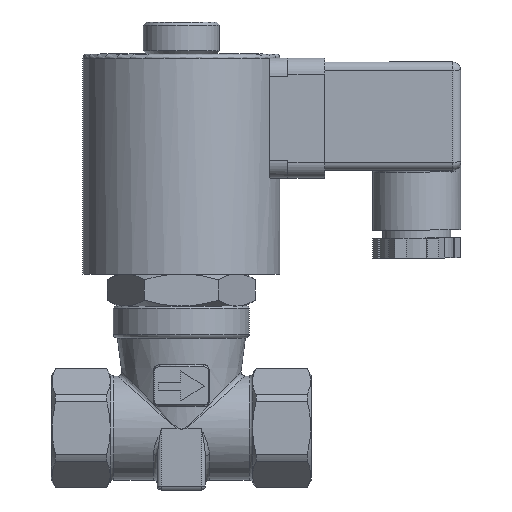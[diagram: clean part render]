
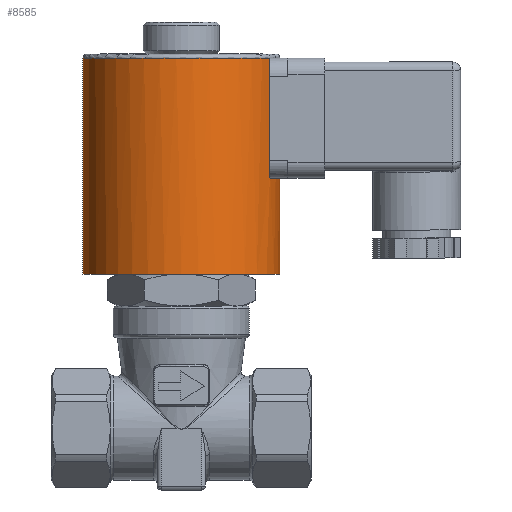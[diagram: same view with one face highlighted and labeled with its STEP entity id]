
A CAD part, left-side view. The second image highlights one B-rep face of the part: STEP entity #8585.
In plain terms, the highlighted cylindrical face has radius 24.6 mm (diameter 49.2 mm), a full revolution.
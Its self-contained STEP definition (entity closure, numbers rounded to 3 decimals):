
#191=B_SPLINE_CURVE_WITH_KNOTS('',3,(#13617,#13618,#13619,#13620),
 .UNSPECIFIED.,.F.,.F.,(4,4),(0.702,0.735),
 .UNSPECIFIED.);
#195=B_SPLINE_CURVE_WITH_KNOTS('',3,(#13663,#13664,#13665,#13666),
 .UNSPECIFIED.,.F.,.F.,(4,4),(0.702,0.735),
 .UNSPECIFIED.);
#201=B_SPLINE_CURVE_WITH_KNOTS('',3,(#13786,#13787,#13788,#13789),
 .UNSPECIFIED.,.F.,.F.,(4,4),(2.139,2.172),
 .UNSPECIFIED.);
#202=B_SPLINE_CURVE_WITH_KNOTS('',3,(#13802,#13803,#13804,#13805),
 .UNSPECIFIED.,.F.,.F.,(4,4),(2.139,2.172),
 .UNSPECIFIED.);
#705=LINE('',#13626,#1279);
#715=LINE('',#13799,#1289);
#1279=VECTOR('',#10990,29.979);
#1289=VECTOR('',#11042,29.979);
#1674=FACE_OUTER_BOUND('',#2562,.T.);
#2006=CYLINDRICAL_SURFACE('',#9288,24.6);
#2143=FACE_BOUND('',#2563,.T.);
#2562=EDGE_LOOP('',(#6504,#6505,#6506,#6507,#6508,#6509,#6510,#6511));
#2563=EDGE_LOOP('',(#6512));
#3116=CIRCLE('',#9261,24.6);
#3125=CIRCLE('',#9289,24.6);
#3126=CIRCLE('',#9290,24.6);
#3744=VERTEX_POINT('',#13610);
#3745=VERTEX_POINT('',#13611);
#3746=VERTEX_POINT('',#13616);
#3748=VERTEX_POINT('',#13625);
#3753=VERTEX_POINT('',#13662);
#3754=VERTEX_POINT('',#13670);
#3762=VERTEX_POINT('',#13785);
#3765=VERTEX_POINT('',#13798);
#3766=VERTEX_POINT('',#13808);
#4714=EDGE_CURVE('',#3744,#3745,#3116,.T.);
#4717=EDGE_CURVE('',#3746,#3744,#191,.T.);
#4720=EDGE_CURVE('',#3748,#3746,#705,.T.);
#4727=EDGE_CURVE('',#3753,#3748,#195,.T.);
#4741=EDGE_CURVE('',#3762,#3754,#201,.T.);
#4746=EDGE_CURVE('',#3765,#3762,#715,.T.);
#4748=EDGE_CURVE('',#3745,#3765,#202,.T.);
#4749=EDGE_CURVE('',#3754,#3753,#3125,.T.);
#4750=EDGE_CURVE('',#3766,#3766,#3126,.T.);
#6504=ORIENTED_EDGE('',*,*,#4727,.T.);
#6505=ORIENTED_EDGE('',*,*,#4720,.T.);
#6506=ORIENTED_EDGE('',*,*,#4717,.T.);
#6507=ORIENTED_EDGE('',*,*,#4714,.T.);
#6508=ORIENTED_EDGE('',*,*,#4748,.T.);
#6509=ORIENTED_EDGE('',*,*,#4746,.T.);
#6510=ORIENTED_EDGE('',*,*,#4741,.T.);
#6511=ORIENTED_EDGE('',*,*,#4749,.T.);
#6512=ORIENTED_EDGE('',*,*,#4750,.F.);
#8585=ADVANCED_FACE('',(#1674,#2143),#2006,.T.);
#9261=AXIS2_PLACEMENT_3D('',#13612,#10979,#10980);
#9288=AXIS2_PLACEMENT_3D('',#13806,#11047,#11048);
#9289=AXIS2_PLACEMENT_3D('',#13807,#11049,#11050);
#9290=AXIS2_PLACEMENT_3D('',#13809,#11051,#11052);
#10979=DIRECTION('center_axis',(0.,0.,
-1.));
#10980=DIRECTION('ref_axis',(0.,1.,0.));
#10990=DIRECTION('',(0.,0.,-1.));
#11042=DIRECTION('',(0.,0.,1.));
#11047=DIRECTION('center_axis',(0.,0.,
-1.));
#11048=DIRECTION('ref_axis',(0.,1.,0.));
#11049=DIRECTION('center_axis',(0.,0.,
-1.));
#11050=DIRECTION('ref_axis',(0.,1.,0.));
#11051=DIRECTION('center_axis',(0.,0.,
-1.));
#11052=DIRECTION('ref_axis',(0.,1.,0.));
#13610=CARTESIAN_POINT('',(10.5,-22.247,55.));
#13611=CARTESIAN_POINT('',(-10.5,-22.247,55.));
#13612=CARTESIAN_POINT('Origin',(0.,0.,
55.));
#13616=CARTESIAN_POINT('',(10.805,-22.1,55.01));
#13617=CARTESIAN_POINT('Ctrl Pts',(10.805,-22.1,55.01));
#13618=CARTESIAN_POINT('Ctrl Pts',(10.703,-22.15,55.003));
#13619=CARTESIAN_POINT('Ctrl Pts',(10.601,-22.199,55.));
#13620=CARTESIAN_POINT('Ctrl Pts',(10.5,-22.247,55.));
#13625=CARTESIAN_POINT('',(10.805,-22.1,84.99));
#13626=CARTESIAN_POINT('',(10.805,-22.1,58.));
#13662=CARTESIAN_POINT('',(10.5,-22.247,85.));
#13663=CARTESIAN_POINT('Ctrl Pts',(10.5,-22.247,85.));
#13664=CARTESIAN_POINT('Ctrl Pts',(10.601,-22.199,85.));
#13665=CARTESIAN_POINT('Ctrl Pts',(10.703,-22.15,84.997));
#13666=CARTESIAN_POINT('Ctrl Pts',(10.805,-22.1,84.99));
#13670=CARTESIAN_POINT('',(-10.5,-22.247,85.));
#13785=CARTESIAN_POINT('',(-10.805,-22.1,84.99));
#13786=CARTESIAN_POINT('Ctrl Pts',(-10.805,-22.1,84.99));
#13787=CARTESIAN_POINT('Ctrl Pts',(-10.703,-22.15,
84.997));
#13788=CARTESIAN_POINT('Ctrl Pts',(-10.601,-22.199,
85.));
#13789=CARTESIAN_POINT('Ctrl Pts',(-10.5,-22.247,
85.));
#13798=CARTESIAN_POINT('',(-10.805,-22.1,55.01));
#13799=CARTESIAN_POINT('',(-10.805,-22.1,58.));
#13802=CARTESIAN_POINT('Ctrl Pts',(-10.5,-22.247,
55.));
#13803=CARTESIAN_POINT('Ctrl Pts',(-10.601,-22.199,
55.));
#13804=CARTESIAN_POINT('Ctrl Pts',(-10.703,-22.15,
55.003));
#13805=CARTESIAN_POINT('Ctrl Pts',(-10.805,-22.1,55.01));
#13806=CARTESIAN_POINT('Origin',(0.,0.,
58.));
#13807=CARTESIAN_POINT('Origin',(0.,0.,
85.));
#13808=CARTESIAN_POINT('',(0.,24.6,31.));
#13809=CARTESIAN_POINT('Origin',(0.,0.,
31.));
